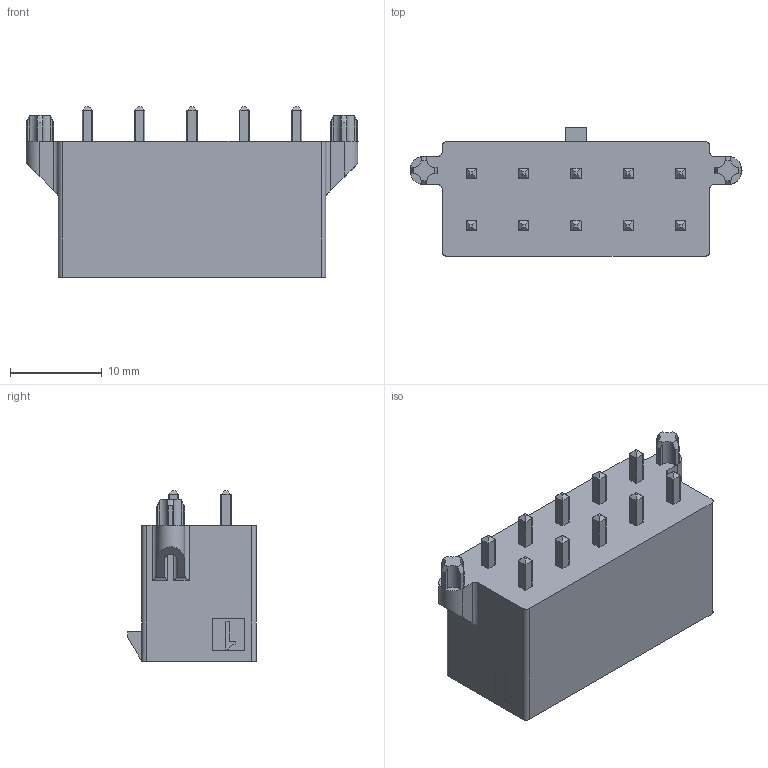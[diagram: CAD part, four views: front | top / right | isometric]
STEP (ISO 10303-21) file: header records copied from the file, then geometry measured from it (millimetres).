
FILE_DESCRIPTION((''),'2;1');
FILE_NAME('768290010','2017-08-22T',('ghp'),(''),'PRO/ENGINEER BY PARAMETRIC TECHNOLOGY CORPORATION, 2012310','PRO/ENGINEER BY PARAMETRIC TECHNOLOGY CORPORATION, 2012310','');
FILE_SCHEMA(('CONFIG_CONTROL_DESIGN'));
Length unit declared in the file: millimetre
Products named in the file (1): 768290010
Bounding box: 36.19 x 14.03 x 18.58 mm (x, y, z)
Volume: 2752.2 mm3; surface area: 4756.5 mm2
Topology: 1 solids, 1 shells, 575 faces, 1607 edges, 1070 vertices
Faces by surface type: plane 435, cylinder 132, cone 8
Entity records: 18504 total; most frequent: CARTESIAN_POINT 3938, ORIENTED_EDGE 3166, DIRECTION 2726, EDGE_CURVE 1583, VECTOR 1184, LINE 1184, VERTEX_POINT 1046, AXIS2_PLACEMENT_3D 771
